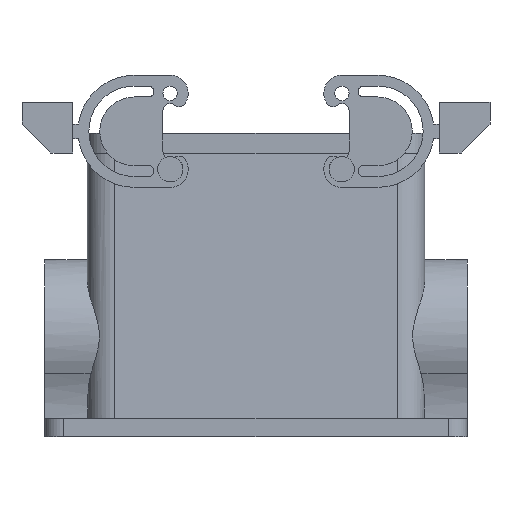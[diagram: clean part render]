
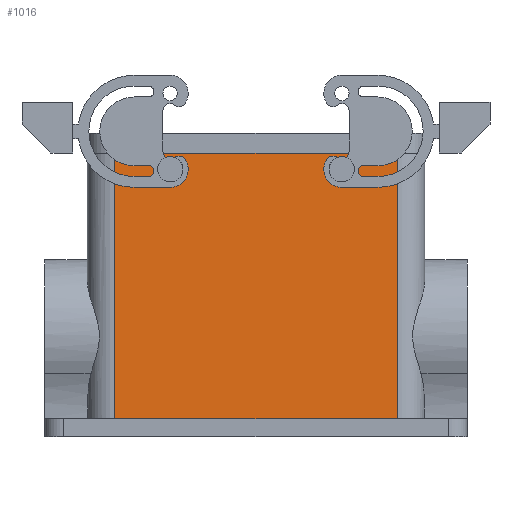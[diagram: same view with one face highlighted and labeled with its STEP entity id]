
A CAD part, left-side view. The second image highlights one B-rep face of the part: STEP entity #1016.
In plain terms, the highlighted planar face has unit normal (-0.999, 0, 0.035).
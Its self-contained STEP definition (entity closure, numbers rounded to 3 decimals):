
#917=AXIS2_PLACEMENT_3D('Plane Axis2P3D',#914,#915,#916) ;
#502=CARTESIAN_POINT('Line Origine',(7.,64.75,78.5)) ;
#506=CARTESIAN_POINT('Vertex',(7.,103.9,78.5)) ;
#508=CARTESIAN_POINT('Vertex',(7.,25.6,78.5)) ;
#914=CARTESIAN_POINT('Axis2P3D Location',(7.,64.75,78.5)) ;
#919=CARTESIAN_POINT('Line Origine',(5.664,25.6,40.25)) ;
#923=CARTESIAN_POINT('Vertex',(4.433,25.6,5.)) ;
#926=CARTESIAN_POINT('Line Origine',(5.664,103.9,40.25)) ;
#930=CARTESIAN_POINT('Vertex',(4.433,103.9,5.)) ;
#933=CARTESIAN_POINT('Line Origine',(4.433,64.75,5.)) ;
#945=CARTESIAN_POINT('Control Point',(6.876,39.245,74.959)) ;
#946=CARTESIAN_POINT('Control Point',(6.892,39.49,75.408)) ;
#947=CARTESIAN_POINT('Control Point',(6.905,39.879,75.778)) ;
#948=CARTESIAN_POINT('Control Point',(6.913,40.379,76.009)) ;
#949=CARTESIAN_POINT('Control Point',(6.916,41.182,76.09)) ;
#950=CARTESIAN_POINT('Control Point',(6.906,41.908,75.81)) ;
#951=CARTESIAN_POINT('Control Point',(6.901,42.134,75.678)) ;
#952=CARTESIAN_POINT('Control Point',(6.885,42.715,75.197)) ;
#953=CARTESIAN_POINT('Control Point',(6.86,43.035,74.487)) ;
#954=CARTESIAN_POINT('Control Point',(6.842,43.092,73.969)) ;
#955=CARTESIAN_POINT('Control Point',(6.824,42.989,73.47)) ;
#956=CARTESIAN_POINT('Control Point',(6.809,42.755,73.041)) ;
#957=CARTESIAN_POINT('Vertex',(6.876,39.245,74.959)) ;
#959=CARTESIAN_POINT('Vertex',(6.809,42.755,73.041)) ;
#963=CARTESIAN_POINT('Control Point',(6.809,42.755,73.041)) ;
#964=CARTESIAN_POINT('Control Point',(6.794,42.51,72.592)) ;
#965=CARTESIAN_POINT('Control Point',(6.781,42.121,72.222)) ;
#966=CARTESIAN_POINT('Control Point',(6.773,41.621,71.991)) ;
#967=CARTESIAN_POINT('Control Point',(6.77,40.818,71.91)) ;
#968=CARTESIAN_POINT('Control Point',(6.78,40.092,72.19)) ;
#969=CARTESIAN_POINT('Control Point',(6.784,39.866,72.322)) ;
#970=CARTESIAN_POINT('Control Point',(6.801,39.285,72.803)) ;
#971=CARTESIAN_POINT('Control Point',(6.826,38.965,73.513)) ;
#972=CARTESIAN_POINT('Control Point',(6.844,38.908,74.031)) ;
#973=CARTESIAN_POINT('Control Point',(6.861,39.011,74.53)) ;
#974=CARTESIAN_POINT('Control Point',(6.876,39.245,74.959)) ;
#981=CARTESIAN_POINT('Control Point',(6.809,86.745,73.041)) ;
#982=CARTESIAN_POINT('Control Point',(6.794,86.99,72.592)) ;
#983=CARTESIAN_POINT('Control Point',(6.781,87.379,72.222)) ;
#984=CARTESIAN_POINT('Control Point',(6.773,87.879,71.991)) ;
#985=CARTESIAN_POINT('Control Point',(6.77,88.682,71.91)) ;
#986=CARTESIAN_POINT('Control Point',(6.78,89.408,72.19)) ;
#987=CARTESIAN_POINT('Control Point',(6.784,89.634,72.322)) ;
#988=CARTESIAN_POINT('Control Point',(6.801,90.215,72.803)) ;
#989=CARTESIAN_POINT('Control Point',(6.826,90.535,73.513)) ;
#990=CARTESIAN_POINT('Control Point',(6.844,90.592,74.031)) ;
#991=CARTESIAN_POINT('Control Point',(6.861,90.489,74.53)) ;
#992=CARTESIAN_POINT('Control Point',(6.876,90.255,74.959)) ;
#993=CARTESIAN_POINT('Vertex',(6.809,86.745,73.041)) ;
#995=CARTESIAN_POINT('Vertex',(6.876,90.255,74.959)) ;
#999=CARTESIAN_POINT('Control Point',(6.876,90.255,74.959)) ;
#1000=CARTESIAN_POINT('Control Point',(6.892,90.01,75.408)) ;
#1001=CARTESIAN_POINT('Control Point',(6.905,89.621,75.778)) ;
#1002=CARTESIAN_POINT('Control Point',(6.913,89.121,76.009)) ;
#1003=CARTESIAN_POINT('Control Point',(6.916,88.318,76.09)) ;
#1004=CARTESIAN_POINT('Control Point',(6.906,87.592,75.81)) ;
#1005=CARTESIAN_POINT('Control Point',(6.901,87.366,75.678)) ;
#1006=CARTESIAN_POINT('Control Point',(6.885,86.785,75.197)) ;
#1007=CARTESIAN_POINT('Control Point',(6.86,86.465,74.487)) ;
#1008=CARTESIAN_POINT('Control Point',(6.842,86.408,73.969)) ;
#1009=CARTESIAN_POINT('Control Point',(6.824,86.511,73.47)) ;
#1010=CARTESIAN_POINT('Control Point',(6.809,86.745,73.041)) ;
#503=DIRECTION('Vector Direction',(0.,1.,0.)) ;
#915=DIRECTION('Axis2P3D Direction',(-0.999,0.,0.035)) ;
#916=DIRECTION('Axis2P3D XDirection',(0.,1.,0.)) ;
#920=DIRECTION('Vector Direction',(-0.035,0.,-0.999)) ;
#927=DIRECTION('Vector Direction',(-0.035,0.,-0.999)) ;
#934=DIRECTION('Vector Direction',(0.,1.,0.)) ;
#504=VECTOR('Line Direction',#503,1.) ;
#921=VECTOR('Line Direction',#920,1.) ;
#928=VECTOR('Line Direction',#927,1.) ;
#935=VECTOR('Line Direction',#934,1.) ;
#939=ORIENTED_EDGE('',*,*,#925,.F.) ;
#940=ORIENTED_EDGE('',*,*,#510,.F.) ;
#941=ORIENTED_EDGE('',*,*,#932,.F.) ;
#942=ORIENTED_EDGE('',*,*,#937,.F.) ;
#977=ORIENTED_EDGE('',*,*,#961,.F.) ;
#978=ORIENTED_EDGE('',*,*,#975,.F.) ;
#1013=ORIENTED_EDGE('',*,*,#997,.T.) ;
#1014=ORIENTED_EDGE('',*,*,#1011,.T.) ;
#979=FACE_BOUND('',#976,.T.) ;
#1015=FACE_BOUND('',#1012,.T.) ;
#1016=ADVANCED_FACE('Housing',(#943,#979,#1015),#918,.T.) ;
#944=B_SPLINE_CURVE_WITH_KNOTS('',5,(#945,#946,#947,#948,#949,#950,#951,#952,#953,#954,#955,#956),.UNSPECIFIED.,.F.,.U.,(6,3,3,6),(0.,3.62,5.435,8.888),.UNSPECIFIED.) ;
#962=B_SPLINE_CURVE_WITH_KNOTS('',5,(#963,#964,#965,#966,#967,#968,#969,#970,#971,#972,#973,#974),.UNSPECIFIED.,.F.,.U.,(6,3,3,6),(0.,3.62,5.435,8.888),.UNSPECIFIED.) ;
#980=B_SPLINE_CURVE_WITH_KNOTS('',5,(#981,#982,#983,#984,#985,#986,#987,#988,#989,#990,#991,#992),.UNSPECIFIED.,.F.,.U.,(6,3,3,6),(0.,3.62,5.435,8.888),.UNSPECIFIED.) ;
#998=B_SPLINE_CURVE_WITH_KNOTS('',5,(#999,#1000,#1001,#1002,#1003,#1004,#1005,#1006,#1007,#1008,#1009,#1010),.UNSPECIFIED.,.F.,.U.,(6,3,3,6),(0.,3.62,5.435,8.888),.UNSPECIFIED.) ;
#510=EDGE_CURVE('',#507,#509,#505,.F.) ;
#925=EDGE_CURVE('',#509,#924,#922,.T.) ;
#932=EDGE_CURVE('',#931,#507,#929,.F.) ;
#937=EDGE_CURVE('',#924,#931,#936,.T.) ;
#961=EDGE_CURVE('',#958,#960,#944,.T.) ;
#975=EDGE_CURVE('',#960,#958,#962,.T.) ;
#997=EDGE_CURVE('',#994,#996,#980,.T.) ;
#1011=EDGE_CURVE('',#996,#994,#998,.T.) ;
#938=EDGE_LOOP('',(#939,#940,#941,#942)) ;
#976=EDGE_LOOP('',(#977,#978)) ;
#1012=EDGE_LOOP('',(#1013,#1014)) ;
#943=FACE_OUTER_BOUND('',#938,.T.) ;
#505=LINE('Line',#502,#504) ;
#922=LINE('Line',#919,#921) ;
#929=LINE('Line',#926,#928) ;
#936=LINE('Line',#933,#935) ;
#918=PLANE('',#917) ;
#507=VERTEX_POINT('',#506) ;
#509=VERTEX_POINT('',#508) ;
#924=VERTEX_POINT('',#923) ;
#931=VERTEX_POINT('',#930) ;
#958=VERTEX_POINT('',#957) ;
#960=VERTEX_POINT('',#959) ;
#994=VERTEX_POINT('',#993) ;
#996=VERTEX_POINT('',#995) ;
